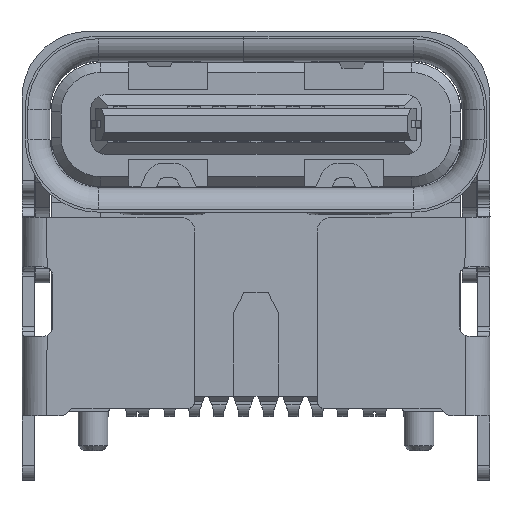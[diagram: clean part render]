
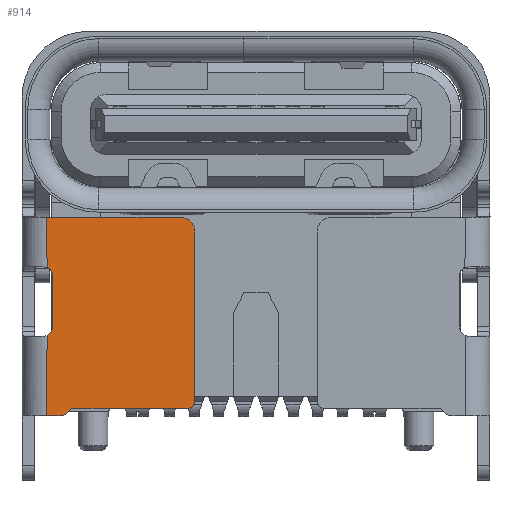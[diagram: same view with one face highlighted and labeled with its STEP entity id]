
A CAD part, top view. The second image highlights one B-rep face of the part: STEP entity #914.
In plain terms, the highlighted planar face has unit normal (0, 0, 1).
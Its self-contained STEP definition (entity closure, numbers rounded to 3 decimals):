
#914=ADVANCED_FACE('',(#2979),#2980,.T.);
#2979=FACE_OUTER_BOUND('',#5829,.T.);
#2980=PLANE('',#5830);
#5829=EDGE_LOOP('',(#13928,#13929,#13930,#13931,#13932,#13933,#13934,#13935,#13936,#13937,#13938,#13939,#13940));
#5830=AXIS2_PLACEMENT_3D('',#13941,#13942,#13943);
#13928=ORIENTED_EDGE('',*,*,#20083,.T.);
#13929=ORIENTED_EDGE('',*,*,#20084,.T.);
#13930=ORIENTED_EDGE('',*,*,#20085,.T.);
#13931=ORIENTED_EDGE('',*,*,#20086,.T.);
#13932=ORIENTED_EDGE('',*,*,#20087,.T.);
#13933=ORIENTED_EDGE('',*,*,#17750,.F.);
#13934=ORIENTED_EDGE('',*,*,#20088,.T.);
#13935=ORIENTED_EDGE('',*,*,#20089,.T.);
#13936=ORIENTED_EDGE('',*,*,#20082,.T.);
#13937=ORIENTED_EDGE('',*,*,#20077,.F.);
#13938=ORIENTED_EDGE('',*,*,#20053,.T.);
#13939=ORIENTED_EDGE('',*,*,#20090,.T.);
#13940=ORIENTED_EDGE('',*,*,#20091,.T.);
#13941=CARTESIAN_POINT('',(4.79,0.983,3.002));
#13942=DIRECTION('',(0.0,0.0,1.0));
#13943=DIRECTION('',(1.0,0.0,0.0));
#17750=EDGE_CURVE('',#22328,#22330,#22331,.T.);
#20053=EDGE_CURVE('',#26196,#26194,#26197,.T.);
#20077=EDGE_CURVE('',#26196,#26234,#26235,.T.);
#20082=EDGE_CURVE('',#26238,#26234,#26242,.T.);
#20083=EDGE_CURVE('',#26243,#26244,#26245,.T.);
#20084=EDGE_CURVE('',#26244,#26246,#26247,.T.);
#20085=EDGE_CURVE('',#26246,#26248,#26249,.T.);
#20086=EDGE_CURVE('',#26248,#26250,#26251,.T.);
#20087=EDGE_CURVE('',#26250,#22330,#26252,.T.);
#20088=EDGE_CURVE('',#22328,#26253,#26254,.T.);
#20089=EDGE_CURVE('',#26253,#26238,#26255,.T.);
#20090=EDGE_CURVE('',#26194,#26256,#26257,.T.);
#20091=EDGE_CURVE('',#26256,#26243,#26258,.T.);
#22328=VERTEX_POINT('',#28272);
#22330=VERTEX_POINT('',#28279);
#22331=B_SPLINE_CURVE_WITH_KNOTS('',3,(#28280,#28281,#28282,#28283,#28284,#28285,#28286,#28287),.UNSPECIFIED.,.F.,.F.,(4,1,1,1,1,4),(0.0,0.2,0.4,0.6,0.8,1.),.UNSPECIFIED.);
#26194=VERTEX_POINT('',#34196);
#26196=VERTEX_POINT('',#34199);
#26197=LINE('',#34200,#34201);
#26234=VERTEX_POINT('',#34292);
#26235=B_SPLINE_CURVE_WITH_KNOTS('',3,(#34293,#34294,#34295,#34296,#34297,#34298,#34299,#34300,#34301),.UNSPECIFIED.,.F.,.F.,(4,1,1,1,1,1,4),(0.,0.167,0.333,0.5,0.667,0.833,1.0),.UNSPECIFIED.);
#26238=VERTEX_POINT('',#34315);
#26242=CIRCLE('',#34326,0.2);
#26243=VERTEX_POINT('',#34327);
#26244=VERTEX_POINT('',#34328);
#26245=LINE('',#34329,#34330);
#26246=VERTEX_POINT('',#34331);
#26247=CIRCLE('',#34332,0.15);
#26248=VERTEX_POINT('',#34333);
#26249=LINE('',#34334,#34335);
#26250=VERTEX_POINT('',#34336);
#26251=CIRCLE('',#34337,0.3);
#26252=LINE('',#34338,#34339);
#26253=VERTEX_POINT('',#34340);
#26254=B_SPLINE_CURVE_WITH_KNOTS('',3,(#34341,#34342,#34343,#34344,#34345,#34346,#34347),.UNSPECIFIED.,.F.,.F.,(4,1,1,1,4),(0.0,0.25,0.5,0.75,1.0),.UNSPECIFIED.);
#26255=LINE('',#34348,#34349);
#26256=VERTEX_POINT('',#34350);
#26257=CIRCLE('',#34351,0.15);
#26258=CIRCLE('',#34352,0.15);
#28272=CARTESIAN_POINT('',(-4.223,-0.235,3.002));
#28279=CARTESIAN_POINT('',(-4.23,0.783,3.002));
#28280=CARTESIAN_POINT('',(-4.223,-0.235,3.002));
#28281=CARTESIAN_POINT('',(-4.223,-0.21,3.002));
#28282=CARTESIAN_POINT('',(-4.223,-0.134,3.002));
#28283=CARTESIAN_POINT('',(-4.225,0.069,3.002));
#28284=CARTESIAN_POINT('',(-4.227,0.315,3.002));
#28285=CARTESIAN_POINT('',(-4.228,0.553,3.002));
#28286=CARTESIAN_POINT('',(-4.229,0.707,3.002));
#28287=CARTESIAN_POINT('',(-4.23,0.783,3.002));
#34196=CARTESIAN_POINT('',(-3.94,-3.238,3.002));
#34199=CARTESIAN_POINT('',(-4.23,-3.238,3.002));
#34200=CARTESIAN_POINT('',(-4.23,-3.238,3.002));
#34201=VECTOR('',#40494,0.29);
#34292=CARTESIAN_POINT('',(-4.223,-1.615,3.002));
#34293=CARTESIAN_POINT('',(-4.23,-3.238,3.002));
#34294=CARTESIAN_POINT('',(-4.229,-3.141,3.002));
#34295=CARTESIAN_POINT('',(-4.229,-2.944,3.002));
#34296=CARTESIAN_POINT('',(-4.227,-2.609,3.002));
#34297=CARTESIAN_POINT('',(-4.226,-2.318,3.002));
#34298=CARTESIAN_POINT('',(-4.224,-1.971,3.002));
#34299=CARTESIAN_POINT('',(-4.223,-1.744,3.002));
#34300=CARTESIAN_POINT('',(-4.223,-1.647,3.002));
#34301=CARTESIAN_POINT('',(-4.223,-1.615,3.002));
#34315=CARTESIAN_POINT('',(-4.105,-1.433,3.002));
#34326=AXIS2_PLACEMENT_3D('',#40522,#40523,#40524);
#34327=CARTESIAN_POINT('',(-3.68,-3.088,3.002));
#34328=CARTESIAN_POINT('',(-1.38,-3.088,3.002));
#34329=CARTESIAN_POINT('',(-3.68,-3.088,3.002));
#34330=VECTOR('',#40525,2.3);
#34331=CARTESIAN_POINT('',(-1.23,-2.938,3.002));
#34332=AXIS2_PLACEMENT_3D('',#40526,#40527,#40528);
#34333=CARTESIAN_POINT('',(-1.23,0.483,3.002));
#34334=CARTESIAN_POINT('',(-1.23,-2.938,3.002));
#34335=VECTOR('',#40529,3.42);
#34336=CARTESIAN_POINT('',(-1.53,0.783,3.002));
#34337=AXIS2_PLACEMENT_3D('',#40530,#40531,#40532);
#34338=CARTESIAN_POINT('',(-1.53,0.783,3.002));
#34339=VECTOR('',#40533,2.7);
#34340=CARTESIAN_POINT('',(-4.105,-0.418,3.002));
#34341=CARTESIAN_POINT('',(-4.223,-0.235,3.002));
#34342=CARTESIAN_POINT('',(-4.205,-0.243,3.002));
#34343=CARTESIAN_POINT('',(-4.174,-0.263,3.002));
#34344=CARTESIAN_POINT('',(-4.136,-0.307,3.002));
#34345=CARTESIAN_POINT('',(-4.111,-0.361,3.002));
#34346=CARTESIAN_POINT('',(-4.105,-0.398,3.002));
#34347=CARTESIAN_POINT('',(-4.105,-0.418,3.002));
#34348=CARTESIAN_POINT('',(-4.105,-0.418,3.002));
#34349=VECTOR('',#40534,1.015);
#34350=CARTESIAN_POINT('',(-3.81,-3.163,3.002));
#34351=AXIS2_PLACEMENT_3D('',#40535,#40536,#40537);
#34352=AXIS2_PLACEMENT_3D('',#40538,#40539,#40540);
#40494=DIRECTION('',(1.0,0.0,0.));
#40522=CARTESIAN_POINT('',(-4.305,-1.433,3.002));
#40523=DIRECTION('',(0.0,0.0,-1.0));
#40524=DIRECTION('',(1.0,0.,0.0));
#40525=DIRECTION('',(1.0,0.0,0.0));
#40526=CARTESIAN_POINT('',(-1.38,-2.938,3.002));
#40527=DIRECTION('',(0.0,0.0,1.0));
#40528=DIRECTION('',(0.0,-1.0,0.0));
#40529=DIRECTION('',(0.0,1.0,0.0));
#40530=CARTESIAN_POINT('',(-1.53,0.483,3.002));
#40531=DIRECTION('',(0.0,0.0,1.0));
#40532=DIRECTION('',(1.0,0.0,0.0));
#40533=DIRECTION('',(-1.0,0.0,0.));
#40534=DIRECTION('',(0.0,-1.0,0.0));
#40535=CARTESIAN_POINT('',(-3.94,-3.088,3.002));
#40536=DIRECTION('',(0.0,0.0,1.0));
#40537=DIRECTION('',(0.0,-1.0,0.0));
#40538=CARTESIAN_POINT('',(-3.68,-3.238,3.002));
#40539=DIRECTION('',(0.0,0.0,-1.0));
#40540=DIRECTION('',(-0.866,0.5,0.0));
